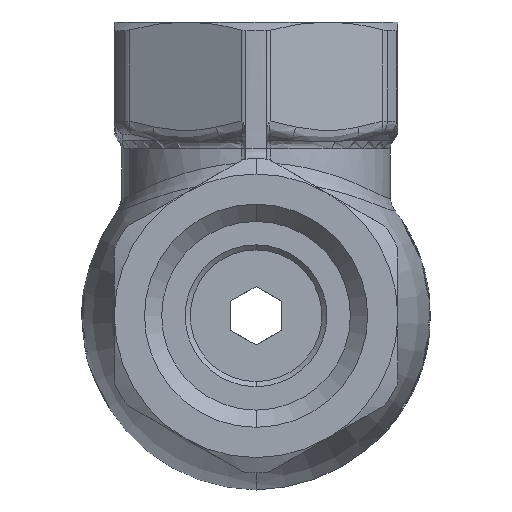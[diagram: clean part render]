
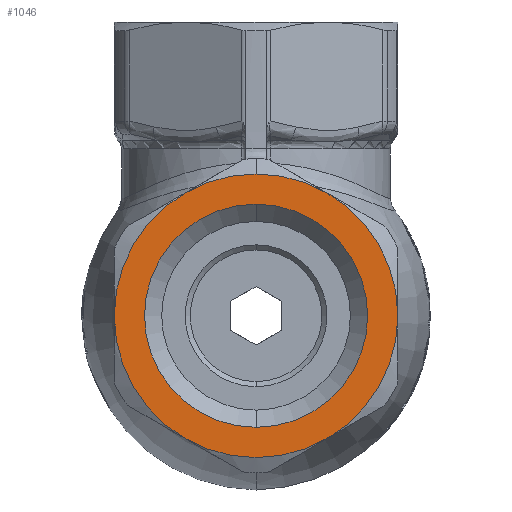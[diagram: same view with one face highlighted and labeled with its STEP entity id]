
A CAD part, front view. The second image highlights one B-rep face of the part: STEP entity #1046.
In plain terms, the highlighted planar face has unit normal (0, -1, 0).
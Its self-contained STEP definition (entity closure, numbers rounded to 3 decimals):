
#207 = EDGE_LOOP ( 'NONE', ( #995, #996, #993, #991, #963, #1101, #1093 ) ) ;
#337 = EDGE_LOOP ( 'NONE', ( #895, #838 ) ) ;
#838 = ORIENTED_EDGE ( 'NONE', *, *, #956, .T. ) ;
#895 = ORIENTED_EDGE ( 'NONE', *, *, #11093, .T. ) ;
#956 = EDGE_CURVE ( 'NONE', #4733, #15210, #16086, .T. ) ;
#963 = ORIENTED_EDGE ( 'NONE', *, *, #14711, .F. ) ;
#991 = ORIENTED_EDGE ( 'NONE', *, *, #14663, .F. ) ;
#993 = ORIENTED_EDGE ( 'NONE', *, *, #15027, .F. ) ;
#995 = ORIENTED_EDGE ( 'NONE', *, *, #14719, .F. ) ;
#996 = ORIENTED_EDGE ( 'NONE', *, *, #14677, .F. ) ;
#1046 = ADVANCED_FACE ( 'NONE', ( #16607, #16095 ), #16098, .F. ) ;
#1093 = ORIENTED_EDGE ( 'NONE', *, *, #14782, .F. ) ;
#1101 = ORIENTED_EDGE ( 'NONE', *, *, #14891, .F. ) ;
#3665 = CARTESIAN_POINT ( 'NONE',  ( 0., 3.5, 11.015 ) ) ;
#4733 = VERTEX_POINT ( 'NONE', #3665 ) ;
#5297 = DIRECTION ( 'NONE',  ( 0., 0., 1. ) ) ;
#5298 = DIRECTION ( 'NONE',  ( 0., 1., 0. ) ) ;
#5299 = CARTESIAN_POINT ( 'NONE',  ( 0., 3.5, 0. ) ) ;
#5300 = AXIS2_PLACEMENT_3D ( 'NONE', #5299, #5298, #5297 ) ;
#5305 = CIRCLE ( 'NONE', #5300, 11.015 ) ;
#6745 = CARTESIAN_POINT ( 'NONE',  ( -14., 3.5, 0. ) ) ;
#6800 = CARTESIAN_POINT ( 'NONE',  ( 7., 3.5, -12.124 ) ) ;
#7409 = CARTESIAN_POINT ( 'NONE',  ( -7., 3.5, -12.124 ) ) ;
#7541 = CARTESIAN_POINT ( 'NONE',  ( 14., 3.5, 0. ) ) ;
#7760 = CARTESIAN_POINT ( 'NONE',  ( 7., 3.5, 12.124 ) ) ;
#8655 = CARTESIAN_POINT ( 'NONE',  ( 0., 3.5, 0. ) ) ;
#8715 = DIRECTION ( 'NONE',  ( 0., 0., 1. ) ) ;
#8716 = DIRECTION ( 'NONE',  ( 0., 1., 0. ) ) ;
#8718 = CIRCLE ( 'NONE', #8723, 14. ) ;
#8723 = AXIS2_PLACEMENT_3D ( 'NONE', #8655, #8716, #8715 ) ;
#8754 = AXIS2_PLACEMENT_3D ( 'NONE', #8767, #8792, #8791 ) ;
#8764 = CIRCLE ( 'NONE', #8754, 14. ) ;
#8767 = CARTESIAN_POINT ( 'NONE',  ( 0., 3.5, 0. ) ) ;
#8791 = DIRECTION ( 'NONE',  ( 0., 0., 1. ) ) ;
#8792 = DIRECTION ( 'NONE',  ( 0., 1., 0. ) ) ;
#8863 = CARTESIAN_POINT ( 'NONE',  ( 0., 3.5, 0. ) ) ;
#8890 = CARTESIAN_POINT ( 'NONE',  ( 0., 3.5, 0. ) ) ;
#8893 = AXIS2_PLACEMENT_3D ( 'NONE', #8890, #8953, #8952 ) ;
#8894 = CIRCLE ( 'NONE', #8893, 14. ) ;
#8895 = DIRECTION ( 'NONE',  ( 0., 0., 1. ) ) ;
#8898 = DIRECTION ( 'NONE',  ( 0., 1., 0. ) ) ;
#8906 = CIRCLE ( 'NONE', #8908, 14. ) ;
#8908 = AXIS2_PLACEMENT_3D ( 'NONE', #8863, #8898, #8895 ) ;
#8952 = DIRECTION ( 'NONE',  ( 0., 0., 1. ) ) ;
#8953 = DIRECTION ( 'NONE',  ( 0., 1., 0. ) ) ;
#9106 = AXIS2_PLACEMENT_3D ( 'NONE', #9162, #9139, #9208 ) ;
#9109 = CIRCLE ( 'NONE', #9106, 14. ) ;
#9139 = DIRECTION ( 'NONE',  ( 0., 1., 0. ) ) ;
#9162 = CARTESIAN_POINT ( 'NONE',  ( 0., 3.5, 0. ) ) ;
#9208 = DIRECTION ( 'NONE',  ( 0., 0., 1. ) ) ;
#9565 = AXIS2_PLACEMENT_3D ( 'NONE', #9613, #9597, #9596 ) ;
#9596 = DIRECTION ( 'NONE',  ( 0., 0., 1. ) ) ;
#9597 = DIRECTION ( 'NONE',  ( 0., 1., 0. ) ) ;
#9613 = CARTESIAN_POINT ( 'NONE',  ( 0., 3.5, 0. ) ) ;
#9616 = CIRCLE ( 'NONE', #9565, 14. ) ;
#10067 = CIRCLE ( 'NONE', #10094, 14. ) ;
#10091 = DIRECTION ( 'NONE',  ( 0., 0., 1. ) ) ;
#10092 = DIRECTION ( 'NONE',  ( 0., 1., 0. ) ) ;
#10093 = CARTESIAN_POINT ( 'NONE',  ( 0., 3.5, 0. ) ) ;
#10094 = AXIS2_PLACEMENT_3D ( 'NONE', #10093, #10092, #10091 ) ;
#10131 = CARTESIAN_POINT ( 'NONE',  ( -7., 3.5, 12.124 ) ) ;
#10179 = CARTESIAN_POINT ( 'NONE',  ( 0., 3.5, 14. ) ) ;
#10439 = CARTESIAN_POINT ( 'NONE',  ( 0., 3.5, -11.015 ) ) ;
#11093 = EDGE_CURVE ( 'NONE', #15210, #4733, #5305, .T. ) ;
#11796 = VERTEX_POINT ( 'NONE', #6745 ) ;
#11810 = VERTEX_POINT ( 'NONE', #6800 ) ;
#12132 = VERTEX_POINT ( 'NONE', #7409 ) ;
#13304 = VERTEX_POINT ( 'NONE', #7541 ) ;
#14322 = VERTEX_POINT ( 'NONE', #7760 ) ;
#14663 = EDGE_CURVE ( 'NONE', #11796, #15049, #8718, .T. ) ;
#14677 = EDGE_CURVE ( 'NONE', #15058, #14322, #8764, .T. ) ;
#14711 = EDGE_CURVE ( 'NONE', #12132, #11796, #8906, .T. ) ;
#14719 = EDGE_CURVE ( 'NONE', #14322, #13304, #8894, .T. ) ;
#14782 = EDGE_CURVE ( 'NONE', #13304, #11810, #9109, .T. ) ;
#14891 = EDGE_CURVE ( 'NONE', #11810, #12132, #9616, .T. ) ;
#15027 = EDGE_CURVE ( 'NONE', #15049, #15058, #10067, .T. ) ;
#15049 = VERTEX_POINT ( 'NONE', #10131 ) ;
#15058 = VERTEX_POINT ( 'NONE', #10179 ) ;
#15210 = VERTEX_POINT ( 'NONE', #10439 ) ;
#16060 = CARTESIAN_POINT ( 'NONE',  ( 0., 3.5, 0. ) ) ;
#16086 = CIRCLE ( 'NONE', #16114, 11.015 ) ;
#16092 = AXIS2_PLACEMENT_3D ( 'NONE', #16362, #16467, #16460 ) ;
#16095 = FACE_OUTER_BOUND ( 'NONE', #207, .T. ) ;
#16098 = PLANE ( 'NONE',  #16092 ) ;
#16111 = DIRECTION ( 'NONE',  ( 0., 0., 1. ) ) ;
#16112 = DIRECTION ( 'NONE',  ( 0., 1., 0. ) ) ;
#16114 = AXIS2_PLACEMENT_3D ( 'NONE', #16060, #16112, #16111 ) ;
#16362 = CARTESIAN_POINT ( 'NONE',  ( 9.315, 3.5, 0. ) ) ;
#16460 = DIRECTION ( 'NONE',  ( 0., 0., 1. ) ) ;
#16467 = DIRECTION ( 'NONE',  ( 0., 1., 0. ) ) ;
#16607 = FACE_BOUND ( 'NONE', #337, .T. ) ;
